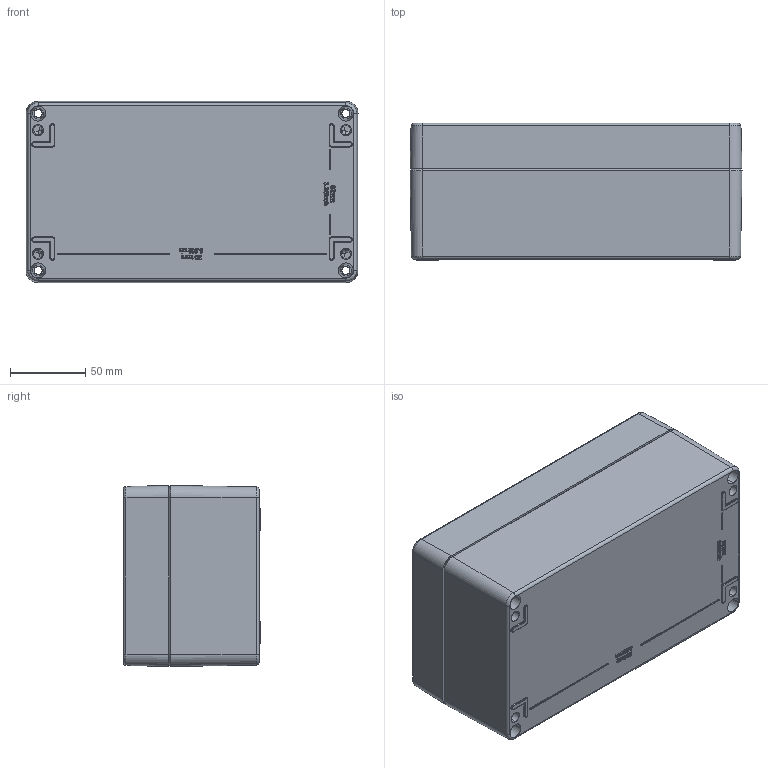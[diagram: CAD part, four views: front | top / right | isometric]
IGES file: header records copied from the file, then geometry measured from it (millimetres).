
Start section: SolidWorks IGES file using analytic representation for surfaces
Global section: file name: 220x120x91 CLOSE.IGS; native system: SolidWorks 2017; preprocessor: SolidWorks 2017; author: Admin; date: 230606.182247; units: millimetre
Bounding box: 220 x 91 x 120 mm (x, y, z)
Surface area: 236667.3 mm2 (no closed solid volume)
Topology: 0 solids, 0 shells, 1390 faces, 15467 edges, 15445 vertices
Faces by surface type: bspline 946, revolution 444
